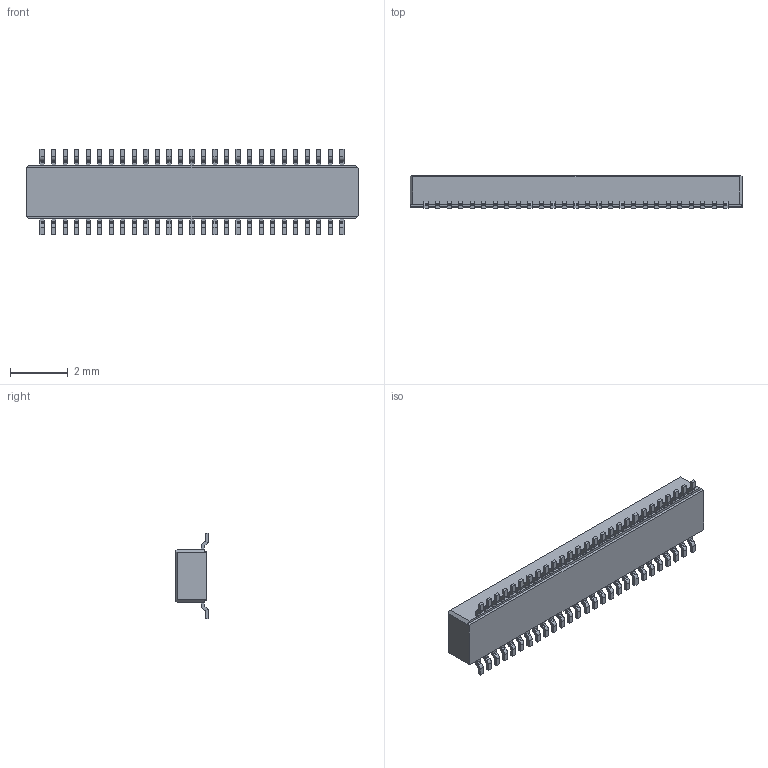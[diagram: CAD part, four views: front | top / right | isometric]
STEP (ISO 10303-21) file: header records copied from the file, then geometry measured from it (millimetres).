
FILE_DESCRIPTION (( 'STEP AP214' ), '1' );
FILE_NAME ('DF40C-50DP-0.4V(51).STEP', '2023-03-27T23:27:34', ( '' ), ( '' ), 'SwSTEP 2.0', 'SolidWorks 2021', '' );
FILE_SCHEMA (( 'AUTOMOTIVE_DESIGN' ));
Length unit declared in the file: millimetre
Products named in the file (1): DF40C-50DP-0.4V(51)
Bounding box: 11.52 x 1.14 x 2.97 mm (x, y, z)
Volume: 13.5 mm3; surface area: 108.2 mm2
Topology: 55 solids, 55 shells, 839 faces, 2158 edges, 1432 vertices
Faces by surface type: plane 585, cylinder 238, torus 12, cone 4
Entity records: 25996 total; most frequent: CARTESIAN_POINT 4598, ORIENTED_EDGE 4316, DIRECTION 4290, EDGE_CURVE 2158, LINE 1642, VECTOR 1642, VERTEX_POINT 1432, AXIS2_PLACEMENT_3D 1324
